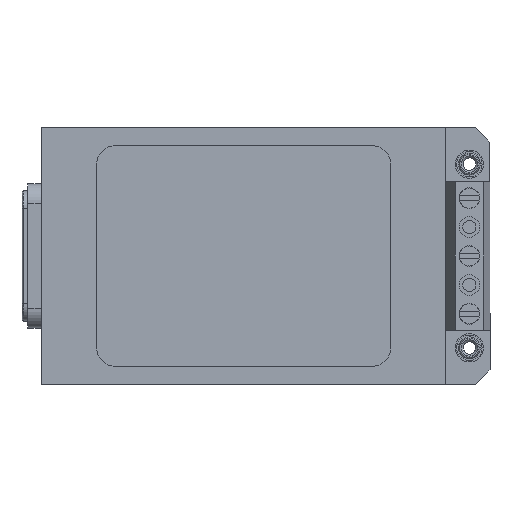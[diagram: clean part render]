
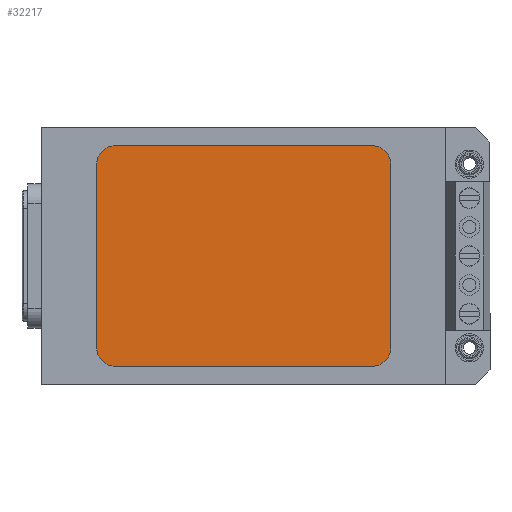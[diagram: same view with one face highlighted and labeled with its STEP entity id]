
A CAD part, front view. The second image highlights one B-rep face of the part: STEP entity #32217.
In plain terms, the highlighted face is planar.
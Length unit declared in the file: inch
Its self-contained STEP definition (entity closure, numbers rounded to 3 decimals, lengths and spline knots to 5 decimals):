
#34 = ORIENTED_EDGE ( 'NONE', *, *, #25406, .F. ) ;
#180 = ORIENTED_EDGE ( 'NONE', *, *, #32916, .F. ) ;
#659 = VECTOR ( 'NONE', #10727, 39.37008 ) ;
#1515 = DIRECTION ( 'NONE',  ( 0., -1., 0. ) ) ;
#1565 = FACE_OUTER_BOUND ( 'NONE', #13136, .T. ) ;
#3544 = CARTESIAN_POINT ( 'NONE',  ( 1.875, 0., -0.002 ) ) ;
#3980 = PLANE ( 'NONE',  #22396 ) ;
#4210 = DIRECTION ( 'NONE',  ( 1., 0., 0. ) ) ;
#4693 = EDGE_CURVE ( 'NONE', #9110, #16864, #29446, .T. ) ;
#5333 = ORIENTED_EDGE ( 'NONE', *, *, #26678, .F. ) ;
#6030 = CARTESIAN_POINT ( 'NONE',  ( 0.125, 1.5, -0.002 ) ) ;
#6489 = VERTEX_POINT ( 'NONE', #26796 ) ;
#6596 = DIRECTION ( 'NONE',  ( 0., 1., 0. ) ) ;
#7288 = CARTESIAN_POINT ( 'NONE',  ( 1.875, 0.125, -0.002 ) ) ;
#7369 = CARTESIAN_POINT ( 'NONE',  ( 0.125, 0.125, -0.002 ) ) ;
#8411 = DIRECTION ( 'NONE',  ( -1., 0., 0. ) ) ;
#8663 = LINE ( 'NONE', #9138, #32888 ) ;
#8864 = DIRECTION ( 'NONE',  ( -1., 0., 0. ) ) ;
#9110 = VERTEX_POINT ( 'NONE', #31079 ) ;
#9138 = CARTESIAN_POINT ( 'NONE',  ( 2., 0.125, -0.002 ) ) ;
#9347 = CIRCLE ( 'NONE', #17552, 0.125 ) ;
#10513 = CARTESIAN_POINT ( 'NONE',  ( 2., 1.375, -0.002 ) ) ;
#10727 = DIRECTION ( 'NONE',  ( 1., 0., 0. ) ) ;
#11287 = CARTESIAN_POINT ( 'NONE',  ( 0.125, 1.375, -0.002 ) ) ;
#11605 = ORIENTED_EDGE ( 'NONE', *, *, #12803, .F. ) ;
#11989 = VERTEX_POINT ( 'NONE', #3544 ) ;
#12447 = CARTESIAN_POINT ( 'NONE',  ( 2., 0.125, -0.002 ) ) ;
#12803 = EDGE_CURVE ( 'NONE', #17682, #11989, #13987, .T. ) ;
#13136 = EDGE_LOOP ( 'NONE', ( #180, #14320, #13926, #5333, #34, #11605, #15046, #14026 ) ) ;
#13546 = CARTESIAN_POINT ( 'NONE',  ( 0., 1.375, -0.002 ) ) ;
#13926 = ORIENTED_EDGE ( 'NONE', *, *, #20932, .F. ) ;
#13987 = LINE ( 'NONE', #29704, #659 ) ;
#14026 = ORIENTED_EDGE ( 'NONE', *, *, #20157, .F. ) ;
#14320 = ORIENTED_EDGE ( 'NONE', *, *, #4693, .F. ) ;
#14389 = DIRECTION ( 'NONE',  ( -1., 0., 0. ) ) ;
#14647 = CIRCLE ( 'NONE', #19048, 0.125 ) ;
#15039 = DIRECTION ( 'NONE',  ( -1., 0., 0. ) ) ;
#15046 = ORIENTED_EDGE ( 'NONE', *, *, #28070, .F. ) ;
#15766 = DIRECTION ( 'NONE',  ( 0., 0., 1. ) ) ;
#16864 = VERTEX_POINT ( 'NONE', #17710 ) ;
#17503 = VECTOR ( 'NONE', #32621, 39.37008 ) ;
#17552 = AXIS2_PLACEMENT_3D ( 'NONE', #7288, #30148, #4210 ) ;
#17682 = VERTEX_POINT ( 'NONE', #29030 ) ;
#17710 = CARTESIAN_POINT ( 'NONE',  ( 0.125, 1.5, -0.002 ) ) ;
#17779 = CIRCLE ( 'NONE', #19407, 0.125 ) ;
#19048 = AXIS2_PLACEMENT_3D ( 'NONE', #31788, #15766, #8411 ) ;
#19318 = LINE ( 'NONE', #27159, #29767 ) ;
#19407 = AXIS2_PLACEMENT_3D ( 'NONE', #7369, #33279, #15039 ) ;
#20157 = EDGE_CURVE ( 'NONE', #30863, #6489, #19318, .T. ) ;
#20932 = EDGE_CURVE ( 'NONE', #29264, #9110, #14647, .T. ) ;
#22396 = AXIS2_PLACEMENT_3D ( 'NONE', #11287, #29612, #14389 ) ;
#25406 = EDGE_CURVE ( 'NONE', #11989, #26256, #9347, .T. ) ;
#25760 = AXIS2_PLACEMENT_3D ( 'NONE', #32218, #32707, #8864 ) ;
#26256 = VERTEX_POINT ( 'NONE', #12447 ) ;
#26678 = EDGE_CURVE ( 'NONE', #26256, #29264, #8663, .T. ) ;
#26796 = CARTESIAN_POINT ( 'NONE',  ( 0., 0.125, -0.002 ) ) ;
#27159 = CARTESIAN_POINT ( 'NONE',  ( 0., 0.125, -0.002 ) ) ;
#28070 = EDGE_CURVE ( 'NONE', #6489, #17682, #17779, .T. ) ;
#29030 = CARTESIAN_POINT ( 'NONE',  ( 0.125, 0., -0.002 ) ) ;
#29049 = CIRCLE ( 'NONE', #25760, 0.125 ) ;
#29264 = VERTEX_POINT ( 'NONE', #10513 ) ;
#29446 = LINE ( 'NONE', #6030, #17503 ) ;
#29612 = DIRECTION ( 'NONE',  ( 0., 0., -1. ) ) ;
#29704 = CARTESIAN_POINT ( 'NONE',  ( 0.125, 0., -0.002 ) ) ;
#29767 = VECTOR ( 'NONE', #1515, 39.37008 ) ;
#30148 = DIRECTION ( 'NONE',  ( 0., 0., 1. ) ) ;
#30863 = VERTEX_POINT ( 'NONE', #13546 ) ;
#31079 = CARTESIAN_POINT ( 'NONE',  ( 1.875, 1.5, -0.002 ) ) ;
#31788 = CARTESIAN_POINT ( 'NONE',  ( 1.875, 1.375, -0.002 ) ) ;
#32217 = ADVANCED_FACE ( 'NONE', ( #1565 ), #3980, .T. ) ;
#32218 = CARTESIAN_POINT ( 'NONE',  ( 0.125, 1.375, -0.002 ) ) ;
#32621 = DIRECTION ( 'NONE',  ( -1., 0., 0. ) ) ;
#32707 = DIRECTION ( 'NONE',  ( 0., 0., 1. ) ) ;
#32888 = VECTOR ( 'NONE', #6596, 39.37008 ) ;
#32916 = EDGE_CURVE ( 'NONE', #16864, #30863, #29049, .T. ) ;
#33279 = DIRECTION ( 'NONE',  ( 0., 0., 1. ) ) ;
